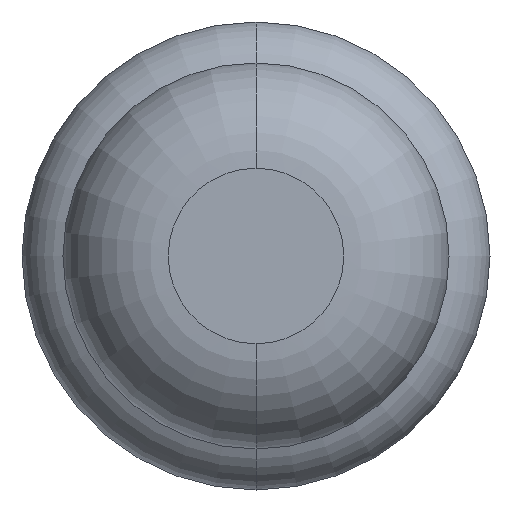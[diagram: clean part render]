
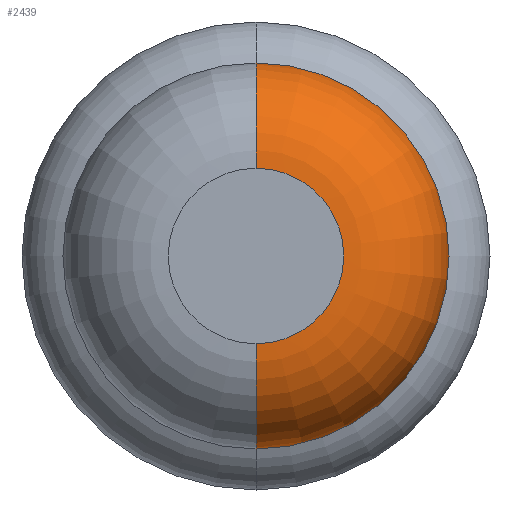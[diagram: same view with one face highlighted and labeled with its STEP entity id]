
A CAD part, front view. The second image highlights one B-rep face of the part: STEP entity #2439.
In plain terms, the highlighted toroidal (fillet/blend) face has major radius 0.375 mm and minor radius 0.45 mm.
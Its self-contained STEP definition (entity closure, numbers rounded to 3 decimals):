
#32 = DIRECTION ( 'NONE',  ( 0., 0., 1. ) ) ;
#206 = VERTEX_POINT ( 'NONE', #3677 ) ;
#330 = CARTESIAN_POINT ( 'NONE',  ( 0., -29., -0.375 ) ) ;
#341 = FACE_OUTER_BOUND ( 'NONE', #3936, .T. ) ;
#659 = ORIENTED_EDGE ( 'NONE', *, *, #1249, .F. ) ;
#869 = ORIENTED_EDGE ( 'NONE', *, *, #2707, .F. ) ;
#943 = CIRCLE ( 'NONE', #1332, 0.45 ) ;
#1013 = ORIENTED_EDGE ( 'NONE', *, *, #3535, .T. ) ;
#1043 = AXIS2_PLACEMENT_3D ( 'NONE', #3190, #1441, #3890 ) ;
#1249 = EDGE_CURVE ( 'NONE', #1723, #206, #1593, .T. ) ;
#1264 = TOROIDAL_SURFACE ( 'NONE', #1043, 0.375, 0.45 ) ;
#1332 = AXIS2_PLACEMENT_3D ( 'NONE', #3082, #3039, #2701 ) ;
#1363 = DIRECTION ( 'NONE',  ( -1., 0., 0. ) ) ;
#1416 = CARTESIAN_POINT ( 'NONE',  ( 0., -28.55, 0.375 ) ) ;
#1441 = DIRECTION ( 'NONE',  ( 0., 1., 0. ) ) ;
#1593 = CIRCLE ( 'NONE', #1945, 0.45 ) ;
#1637 = CIRCLE ( 'NONE', #4265, 0.375 ) ;
#1654 = AXIS2_PLACEMENT_3D ( 'NONE', #3675, #3312, #3299 ) ;
#1661 = CARTESIAN_POINT ( 'NONE',  ( 0., -28.55, -0.825 ) ) ;
#1705 = EDGE_CURVE ( 'NONE', #2216, #3938, #943, .T. ) ;
#1723 = VERTEX_POINT ( 'NONE', #4457 ) ;
#1894 = ORIENTED_EDGE ( 'NONE', *, *, #1705, .T. ) ;
#1945 = AXIS2_PLACEMENT_3D ( 'NONE', #1416, #1363, #3790 ) ;
#2067 = CIRCLE ( 'NONE', #1654, 0.825 ) ;
#2216 = VERTEX_POINT ( 'NONE', #330 ) ;
#2399 = DIRECTION ( 'NONE',  ( 0., 1., 0. ) ) ;
#2439 = ADVANCED_FACE ( 'Defeature ausgef�hrt4_38', ( #341 ), #1264, .T. ) ;
#2701 = DIRECTION ( 'NONE',  ( 0., 0., -1. ) ) ;
#2707 = EDGE_CURVE ( 'Defeature ausgef�hrt4_39+Defeature ausgef�hrt4_38+Defeature ausgef�hrt4_38+Defeature ausgef�hrt4_38', #206, #3938, #2067, .T. ) ;
#3039 = DIRECTION ( 'NONE',  ( 1., 0., 0. ) ) ;
#3082 = CARTESIAN_POINT ( 'NONE',  ( 0., -28.55, -0.375 ) ) ;
#3190 = CARTESIAN_POINT ( 'NONE',  ( 0., -28.55, 0. ) ) ;
#3299 = DIRECTION ( 'NONE',  ( 0., 0., 1. ) ) ;
#3312 = DIRECTION ( 'NONE',  ( 0., 1., 0. ) ) ;
#3438 = CARTESIAN_POINT ( 'NONE',  ( 0., -29., 0. ) ) ;
#3535 = EDGE_CURVE ( 'Defeature ausgef�hrt4_38+Defeature ausgef�hrt4_37+Defeature ausgef�hrt4_37+Defeature ausgef�hrt4_37', #1723, #2216, #1637, .T. ) ;
#3675 = CARTESIAN_POINT ( 'NONE',  ( 0., -28.55, 0. ) ) ;
#3677 = CARTESIAN_POINT ( 'NONE',  ( 0., -28.55, 0.825 ) ) ;
#3790 = DIRECTION ( 'NONE',  ( 0., 0., 1. ) ) ;
#3890 = DIRECTION ( 'NONE',  ( 0., 0., 1. ) ) ;
#3936 = EDGE_LOOP ( 'NONE', ( #1013, #1894, #869, #659 ) ) ;
#3938 = VERTEX_POINT ( 'NONE', #1661 ) ;
#4265 = AXIS2_PLACEMENT_3D ( 'NONE', #3438, #2399, #32 ) ;
#4457 = CARTESIAN_POINT ( 'NONE',  ( 0., -29., 0.375 ) ) ;
